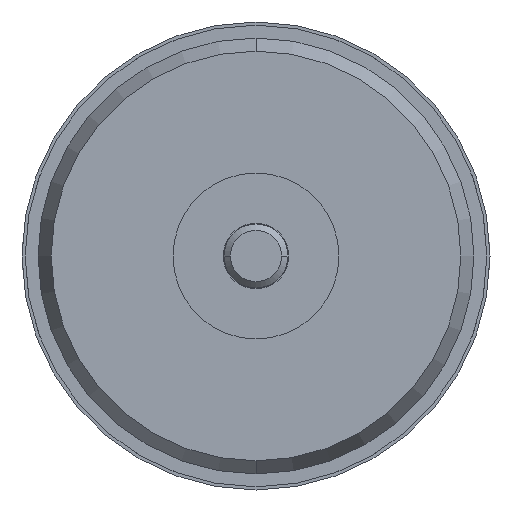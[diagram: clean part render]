
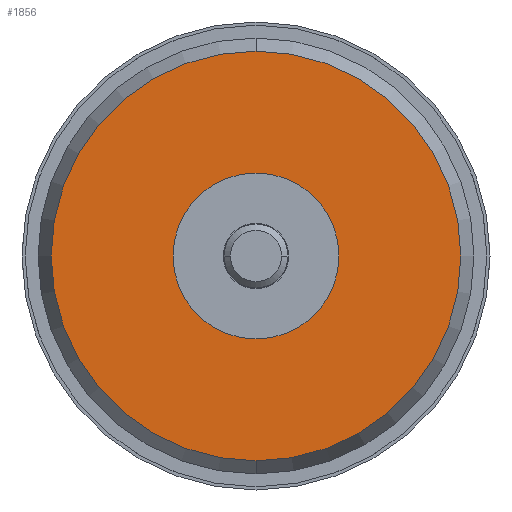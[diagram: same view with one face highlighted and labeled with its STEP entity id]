
A CAD part, front view. The second image highlights one B-rep face of the part: STEP entity #1856.
In plain terms, the highlighted planar face has unit normal (0, -1, 0).
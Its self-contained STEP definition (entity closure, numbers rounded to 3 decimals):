
#135 = CARTESIAN_POINT ( 'NONE',  ( 0., -27., -12.942 ) ) ;
#174 = CARTESIAN_POINT ( 'NONE',  ( 0., -27., 0. ) ) ;
#200 = CARTESIAN_POINT ( 'NONE',  ( 0., -27., 0. ) ) ;
#299 = VERTEX_POINT ( 'NONE', #135 ) ;
#319 = EDGE_LOOP ( 'NONE', ( #1623, #2126 ) ) ;
#432 = CARTESIAN_POINT ( 'NONE',  ( 0., -27., 0. ) ) ;
#467 = CIRCLE ( 'NONE', #1132, 31.956 ) ;
#512 = CARTESIAN_POINT ( 'NONE',  ( 0., -27., 31.956 ) ) ;
#561 = CARTESIAN_POINT ( 'NONE',  ( 12.942, -27., 0. ) ) ;
#701 = EDGE_CURVE ( 'NONE', #1072, #715, #467, .T. ) ;
#715 = VERTEX_POINT ( 'NONE', #1944 ) ;
#790 = AXIS2_PLACEMENT_3D ( 'NONE', #561, #2558, #2392 ) ;
#809 = EDGE_LOOP ( 'NONE', ( #2169, #2383 ) ) ;
#825 = EDGE_CURVE ( 'NONE', #1687, #299, #2228, .T. ) ;
#927 = CIRCLE ( 'NONE', #2604, 12.942 ) ;
#1072 = VERTEX_POINT ( 'NONE', #512 ) ;
#1132 = AXIS2_PLACEMENT_3D ( 'NONE', #174, #1279, #2202 ) ;
#1205 = PLANE ( 'NONE',  #790 ) ;
#1263 = AXIS2_PLACEMENT_3D ( 'NONE', #432, #2438, #1993 ) ;
#1279 = DIRECTION ( 'NONE',  ( 0., 1., 0. ) ) ;
#1280 = DIRECTION ( 'NONE',  ( 0., 1., 0. ) ) ;
#1548 = DIRECTION ( 'NONE',  ( 0., 0., 1. ) ) ;
#1623 = ORIENTED_EDGE ( 'NONE', *, *, #825, .T. ) ;
#1687 = VERTEX_POINT ( 'NONE', #2513 ) ;
#1838 = CIRCLE ( 'NONE', #1263, 31.956 ) ;
#1856 = ADVANCED_FACE ( 'NONE', ( #1945, #1879 ), #1205, .F. ) ;
#1879 = FACE_BOUND ( 'NONE', #319, .T. ) ;
#1928 = EDGE_CURVE ( 'NONE', #299, #1687, #927, .T. ) ;
#1944 = CARTESIAN_POINT ( 'NONE',  ( 0., -27., -31.956 ) ) ;
#1945 = FACE_OUTER_BOUND ( 'NONE', #809, .T. ) ;
#1993 = DIRECTION ( 'NONE',  ( 0., 0., 1. ) ) ;
#2126 = ORIENTED_EDGE ( 'NONE', *, *, #1928, .T. ) ;
#2169 = ORIENTED_EDGE ( 'NONE', *, *, #701, .F. ) ;
#2202 = DIRECTION ( 'NONE',  ( 0., 0., 1. ) ) ;
#2228 = CIRCLE ( 'NONE', #2556, 12.942 ) ;
#2231 = CARTESIAN_POINT ( 'NONE',  ( 0., -27., 0. ) ) ;
#2275 = DIRECTION ( 'NONE',  ( 0., 0., 1. ) ) ;
#2383 = ORIENTED_EDGE ( 'NONE', *, *, #2547, .F. ) ;
#2392 = DIRECTION ( 'NONE',  ( 0., 0., 1. ) ) ;
#2438 = DIRECTION ( 'NONE',  ( 0., 1., 0. ) ) ;
#2465 = DIRECTION ( 'NONE',  ( 0., 1., 0. ) ) ;
#2513 = CARTESIAN_POINT ( 'NONE',  ( 0., -27., 12.942 ) ) ;
#2547 = EDGE_CURVE ( 'NONE', #715, #1072, #1838, .T. ) ;
#2556 = AXIS2_PLACEMENT_3D ( 'NONE', #200, #2465, #2275 ) ;
#2558 = DIRECTION ( 'NONE',  ( 0., 1., 0. ) ) ;
#2604 = AXIS2_PLACEMENT_3D ( 'NONE', #2231, #1280, #1548 ) ;
